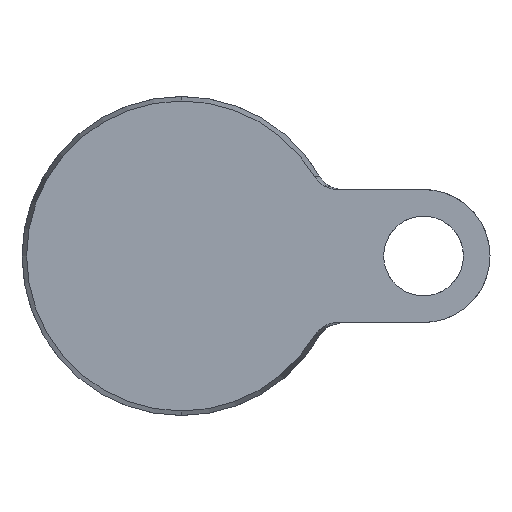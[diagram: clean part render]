
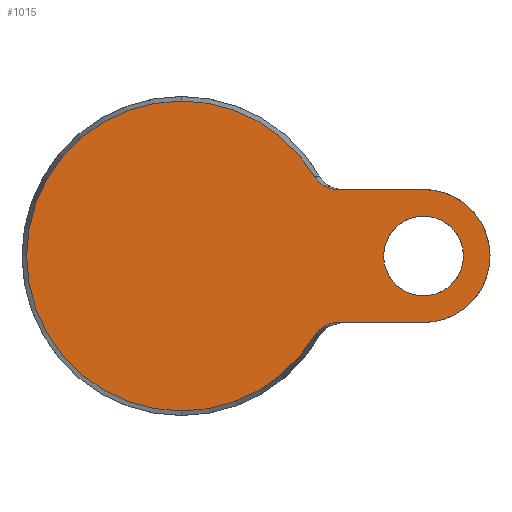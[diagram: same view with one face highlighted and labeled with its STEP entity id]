
A CAD part, front view. The second image highlights one B-rep face of the part: STEP entity #1015.
In plain terms, the highlighted planar face has unit normal (0, -1, 0).
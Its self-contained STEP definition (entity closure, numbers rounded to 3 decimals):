
#1 = ORIENTED_EDGE ( 'NONE', *, *, #593, .T. ) ;
#12 = CARTESIAN_POINT ( 'NONE',  ( 0., 0., 0. ) ) ;
#18 = AXIS2_PLACEMENT_3D ( 'NONE', #441, #1090, #433 ) ;
#34 = CARTESIAN_POINT ( 'NONE',  ( 25.011, 0., -14.959 ) ) ;
#37 = VERTEX_POINT ( 'NONE', #121 ) ;
#41 = CARTESIAN_POINT ( 'NONE',  ( 26.146, 0., -13.64 ) ) ;
#47 = CARTESIAN_POINT ( 'NONE',  ( 25.011, 0., 14.959 ) ) ;
#51 = EDGE_CURVE ( 'NONE', #292, #103, #1213, .T. ) ;
#53 = FACE_BOUND ( 'NONE', #1315, .T. ) ;
#62 = CARTESIAN_POINT ( 'NONE',  ( 0., 0., -29.143 ) ) ;
#72 = CARTESIAN_POINT ( 'NONE',  ( 45.5, 0., -12.5 ) ) ;
#78 = CARTESIAN_POINT ( 'NONE',  ( 27.662, 0., -12.789 ) ) ;
#103 = VERTEX_POINT ( 'NONE', #987 ) ;
#121 = CARTESIAN_POINT ( 'NONE',  ( 29.374, 0., -12.5 ) ) ;
#146 = CARTESIAN_POINT ( 'NONE',  ( 25.508, 0., -14.24 ) ) ;
#153 = ORIENTED_EDGE ( 'NONE', *, *, #1337, .T. ) ;
#167 = CARTESIAN_POINT ( 'NONE',  ( 27.869, 0., 12.721 ) ) ;
#173 = VECTOR ( 'NONE', #316, 1000. ) ;
#186 = ORIENTED_EDGE ( 'NONE', *, *, #714, .T. ) ;
#215 = ORIENTED_EDGE ( 'NONE', *, *, #505, .F. ) ;
#226 = DIRECTION ( 'NONE',  ( 0., 0., 1. ) ) ;
#231 = CIRCLE ( 'NONE', #945, 29.143 ) ;
#233 = CARTESIAN_POINT ( 'NONE',  ( 45.5, 0., 0. ) ) ;
#244 = VERTEX_POINT ( 'NONE', #1011 ) ;
#263 = VERTEX_POINT ( 'NONE', #62 ) ;
#264 = CIRCLE ( 'NONE', #18, 7.5 ) ;
#265 = CARTESIAN_POINT ( 'NONE',  ( 25.507, 0., 14.24 ) ) ;
#270 = CARTESIAN_POINT ( 'NONE',  ( 26.678, 0., 13.261 ) ) ;
#292 = VERTEX_POINT ( 'NONE', #577 ) ;
#297 = CARTESIAN_POINT ( 'NONE',  ( 27.255, 0., -12.953 ) ) ;
#316 = DIRECTION ( 'NONE',  ( -1., 0., 0. ) ) ;
#328 = VERTEX_POINT ( 'NONE', #1060 ) ;
#329 = DIRECTION ( 'NONE',  ( 0., -1., 0. ) ) ;
#334 = AXIS2_PLACEMENT_3D ( 'NONE', #947, #769, #1156 ) ;
#338 = CARTESIAN_POINT ( 'NONE',  ( 45.5, 0., 12.5 ) ) ;
#359 = CARTESIAN_POINT ( 'NONE',  ( -29.143, 0., 0. ) ) ;
#367 = AXIS2_PLACEMENT_3D ( 'NONE', #233, #888, #226 ) ;
#393 = AXIS2_PLACEMENT_3D ( 'NONE', #1371, #417, #848 ) ;
#397 = B_SPLINE_CURVE_WITH_KNOTS ( 'NONE', 3,
 ( #961, #428, #1118, #167, #487, #1004, #1211, #270, #1010, #1324, #590, #265, #1228, #47 ),
 .UNSPECIFIED., .F., .F.,
 ( 4, 2, 2, 2, 2, 2, 4 ),
 ( 0., 0.001, 0.002, 0.003, 0.003, 0.004, 0.005 ),
 .UNSPECIFIED. ) ;
#402 = EDGE_CURVE ( 'NONE', #1036, #940, #624, .T. ) ;
#417 = DIRECTION ( 'NONE',  ( 0., -1., 0. ) ) ;
#422 = DIRECTION ( 'NONE',  ( 0., -1., 0. ) ) ;
#428 = CARTESIAN_POINT ( 'NONE',  ( 28.933, 0., 12.5 ) ) ;
#433 = DIRECTION ( 'NONE',  ( 0., 0., 1. ) ) ;
#441 = CARTESIAN_POINT ( 'NONE',  ( 45.5, 0., 0. ) ) ;
#468 = EDGE_CURVE ( 'NONE', #103, #292, #264, .T. ) ;
#470 = CARTESIAN_POINT ( 'NONE',  ( 26.497, 0., -13.379 ) ) ;
#478 = DIRECTION ( 'NONE',  ( 0., 0., 1. ) ) ;
#487 = CARTESIAN_POINT ( 'NONE',  ( 27.659, 0., 12.79 ) ) ;
#504 = CARTESIAN_POINT ( 'NONE',  ( 29.374, 0., -12.5 ) ) ;
#505 = EDGE_CURVE ( 'NONE', #798, #37, #646, .T. ) ;
#506 = CIRCLE ( 'NONE', #393, 29.143 ) ;
#577 = CARTESIAN_POINT ( 'NONE',  ( 45.5, 0., -7.5 ) ) ;
#586 = CIRCLE ( 'NONE', #334, 12.5 ) ;
#590 = CARTESIAN_POINT ( 'NONE',  ( 25.976, 0., 13.785 ) ) ;
#593 = EDGE_CURVE ( 'NONE', #1036, #328, #397, .T. ) ;
#624 = LINE ( 'NONE', #920, #1219 ) ;
#646 = LINE ( 'NONE', #1277, #173 ) ;
#674 = CARTESIAN_POINT ( 'NONE',  ( 29.374, 0., 12.5 ) ) ;
#712 = CARTESIAN_POINT ( 'NONE',  ( 28.503, 0., -12.556 ) ) ;
#714 = EDGE_CURVE ( 'NONE', #1203, #37, #1012, .T. ) ;
#744 = DIRECTION ( 'NONE',  ( 0., 0., -1. ) ) ;
#761 = DIRECTION ( 'NONE',  ( 0., 0., -1. ) ) ;
#769 = DIRECTION ( 'NONE',  ( 0., 1., 0. ) ) ;
#783 = CIRCLE ( 'NONE', #1312, 29.143 ) ;
#787 = CARTESIAN_POINT ( 'NONE',  ( 25.237, 0., -14.58 ) ) ;
#798 = VERTEX_POINT ( 'NONE', #72 ) ;
#806 = EDGE_CURVE ( 'NONE', #244, #263, #506, .T. ) ;
#829 = EDGE_LOOP ( 'NONE', ( #1196, #1, #153, #924, #1097, #186, #215, #1379 ) ) ;
#848 = DIRECTION ( 'NONE',  ( 0., 0., -1. ) ) ;
#873 = ORIENTED_EDGE ( 'NONE', *, *, #468, .T. ) ;
#888 = DIRECTION ( 'NONE',  ( 0., 1., 0. ) ) ;
#917 = EDGE_CURVE ( 'NONE', #263, #1203, #783, .T. ) ;
#920 = CARTESIAN_POINT ( 'NONE',  ( 15., 0., 12.5 ) ) ;
#924 = ORIENTED_EDGE ( 'NONE', *, *, #806, .T. ) ;
#930 = DIRECTION ( 'NONE',  ( 1., 0., 0. ) ) ;
#940 = VERTEX_POINT ( 'NONE', #338 ) ;
#943 = CARTESIAN_POINT ( 'NONE',  ( 28.933, 0., -12.5 ) ) ;
#945 = AXIS2_PLACEMENT_3D ( 'NONE', #1266, #422, #761 ) ;
#947 = CARTESIAN_POINT ( 'NONE',  ( 45.5, 0., 0. ) ) ;
#961 = CARTESIAN_POINT ( 'NONE',  ( 29.374, 0., 12.5 ) ) ;
#984 = ORIENTED_EDGE ( 'NONE', *, *, #51, .T. ) ;
#987 = CARTESIAN_POINT ( 'NONE',  ( 45.5, 0., 7.5 ) ) ;
#990 = DIRECTION ( 'NONE',  ( 0., 1., 0. ) ) ;
#997 = CARTESIAN_POINT ( 'NONE',  ( 25.977, 0., -13.784 ) ) ;
#1004 = CARTESIAN_POINT ( 'NONE',  ( 27.253, 0., 12.954 ) ) ;
#1010 = CARTESIAN_POINT ( 'NONE',  ( 26.495, 0., 13.38 ) ) ;
#1011 = CARTESIAN_POINT ( 'NONE',  ( 0., 0., 29.143 ) ) ;
#1012 = B_SPLINE_CURVE_WITH_KNOTS ( 'NONE', 3,
 ( #34, #787, #146, #997, #41, #470, #1345, #297, #78, #1030, #712, #943, #504 ),
 .UNSPECIFIED., .F., .F.,
 ( 4, 2, 2, 1, 2, 2, 4 ),
 ( 0., 0.001, 0.002, 0.003, 0.003, 0.004, 0.005 ),
 .UNSPECIFIED. ) ;
#1015 = ADVANCED_FACE ( 'NONE', ( #1094, #53 ), #1321, .F. ) ;
#1030 = CARTESIAN_POINT ( 'NONE',  ( 27.871, 0., -12.72 ) ) ;
#1036 = VERTEX_POINT ( 'NONE', #674 ) ;
#1060 = CARTESIAN_POINT ( 'NONE',  ( 25.011, 0., 14.959 ) ) ;
#1090 = DIRECTION ( 'NONE',  ( 0., 1., 0. ) ) ;
#1094 = FACE_OUTER_BOUND ( 'NONE', #829, .T. ) ;
#1097 = ORIENTED_EDGE ( 'NONE', *, *, #917, .T. ) ;
#1118 = CARTESIAN_POINT ( 'NONE',  ( 28.502, 0., 12.556 ) ) ;
#1156 = DIRECTION ( 'NONE',  ( 0., 0., -1. ) ) ;
#1196 = ORIENTED_EDGE ( 'NONE', *, *, #402, .F. ) ;
#1200 = AXIS2_PLACEMENT_3D ( 'NONE', #359, #990, #478 ) ;
#1203 = VERTEX_POINT ( 'NONE', #1349 ) ;
#1211 = CARTESIAN_POINT ( 'NONE',  ( 27.057, 0., 13.048 ) ) ;
#1213 = CIRCLE ( 'NONE', #367, 7.5 ) ;
#1219 = VECTOR ( 'NONE', #930, 1000. ) ;
#1228 = CARTESIAN_POINT ( 'NONE',  ( 25.237, 0., 14.58 ) ) ;
#1266 = CARTESIAN_POINT ( 'NONE',  ( 0., 0., 0. ) ) ;
#1277 = CARTESIAN_POINT ( 'NONE',  ( 15., 0., -12.5 ) ) ;
#1309 = EDGE_CURVE ( 'NONE', #940, #798, #586, .T. ) ;
#1312 = AXIS2_PLACEMENT_3D ( 'NONE', #12, #329, #744 ) ;
#1315 = EDGE_LOOP ( 'NONE', ( #984, #873 ) ) ;
#1321 = PLANE ( 'NONE',  #1200 ) ;
#1324 = CARTESIAN_POINT ( 'NONE',  ( 26.144, 0., 13.642 ) ) ;
#1337 = EDGE_CURVE ( 'NONE', #328, #244, #231, .T. ) ;
#1345 = CARTESIAN_POINT ( 'NONE',  ( 26.862, 0., -13.142 ) ) ;
#1349 = CARTESIAN_POINT ( 'NONE',  ( 25.011, 0., -14.959 ) ) ;
#1371 = CARTESIAN_POINT ( 'NONE',  ( 0., 0., 0. ) ) ;
#1379 = ORIENTED_EDGE ( 'NONE', *, *, #1309, .F. ) ;
